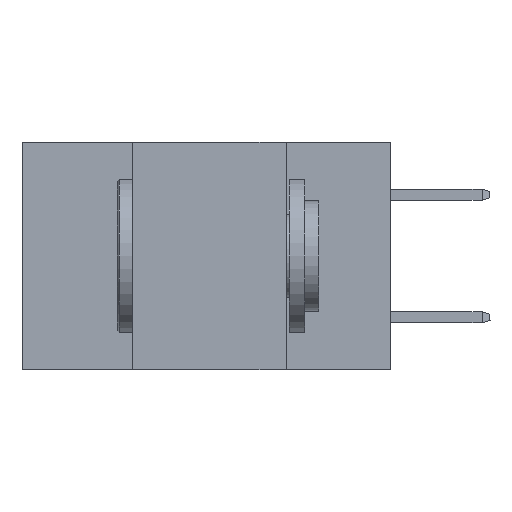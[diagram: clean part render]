
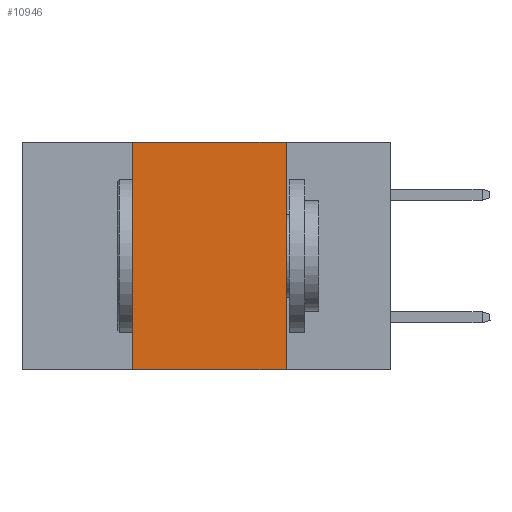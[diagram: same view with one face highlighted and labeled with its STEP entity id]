
A CAD part, left-side view. The second image highlights one B-rep face of the part: STEP entity #10946.
In plain terms, the highlighted planar face has unit normal (-1, 0, 0).
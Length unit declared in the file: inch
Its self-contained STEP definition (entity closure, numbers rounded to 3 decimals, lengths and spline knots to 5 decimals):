
#898 = CARTESIAN_POINT ( 'NONE',  ( 0., 0.42, 0. ) ) ;
#1084 = DIRECTION ( 'NONE',  ( 0., 0., 1. ) ) ;
#1808 = DIRECTION ( 'NONE',  ( 0., -1., 0. ) ) ;
#2325 = PLANE ( 'NONE',  #12493 ) ;
#2523 = LINE ( 'NONE', #13576, #7918 ) ;
#3348 = ORIENTED_EDGE ( 'NONE', *, *, #18966, .F. ) ;
#3442 = VECTOR ( 'NONE', #9741, 39.37008 ) ;
#6102 = CARTESIAN_POINT ( 'NONE',  ( 0., 0.42, 0. ) ) ;
#6877 = LINE ( 'NONE', #14542, #25100 ) ;
#6889 = CARTESIAN_POINT ( 'NONE',  ( 0., 0.17, 0. ) ) ;
#7483 = VERTEX_POINT ( 'NONE', #21059 ) ;
#7918 = VECTOR ( 'NONE', #1808, 39.37008 ) ;
#9656 = EDGE_CURVE ( 'NONE', #16746, #7483, #20126, .T. ) ;
#9741 = DIRECTION ( 'NONE',  ( 0., 0., -1. ) ) ;
#9826 = ORIENTED_EDGE ( 'NONE', *, *, #16645, .T. ) ;
#10684 = DIRECTION ( 'NONE',  ( 0., -1., 0. ) ) ;
#10946 = ADVANCED_FACE ( 'NONE', ( #21359 ), #2325, .F. ) ;
#11488 = EDGE_LOOP ( 'NONE', ( #16399, #17982, #3348, #9826 ) ) ;
#11590 = EDGE_CURVE ( 'NONE', #22499, #16746, #6877, .T. ) ;
#12493 = AXIS2_PLACEMENT_3D ( 'NONE', #14262, #20572, #14437 ) ;
#13376 = VECTOR ( 'NONE', #1084, 39.37008 ) ;
#13576 = CARTESIAN_POINT ( 'NONE',  ( 0., 0.6, -0.37 ) ) ;
#14262 = CARTESIAN_POINT ( 'NONE',  ( 0., 0.6, 0. ) ) ;
#14437 = DIRECTION ( 'NONE',  ( 0., 0., -1. ) ) ;
#14542 = CARTESIAN_POINT ( 'NONE',  ( 0., 0.6, 0. ) ) ;
#15717 = CARTESIAN_POINT ( 'NONE',  ( 0., 0.17, 0. ) ) ;
#16399 = ORIENTED_EDGE ( 'NONE', *, *, #9656, .F. ) ;
#16645 = EDGE_CURVE ( 'NONE', #17182, #7483, #2523, .T. ) ;
#16746 = VERTEX_POINT ( 'NONE', #6889 ) ;
#16799 = CARTESIAN_POINT ( 'NONE',  ( 0., 0.42, -0.37 ) ) ;
#17182 = VERTEX_POINT ( 'NONE', #16799 ) ;
#17982 = ORIENTED_EDGE ( 'NONE', *, *, #11590, .F. ) ;
#18966 = EDGE_CURVE ( 'NONE', #17182, #22499, #22783, .T. ) ;
#20126 = LINE ( 'NONE', #15717, #3442 ) ;
#20572 = DIRECTION ( 'NONE',  ( 1., 0., 0. ) ) ;
#21059 = CARTESIAN_POINT ( 'NONE',  ( 0., 0.17, -0.37 ) ) ;
#21359 = FACE_OUTER_BOUND ( 'NONE', #11488, .T. ) ;
#22499 = VERTEX_POINT ( 'NONE', #6102 ) ;
#22783 = LINE ( 'NONE', #898, #13376 ) ;
#25100 = VECTOR ( 'NONE', #10684, 39.37008 ) ;
